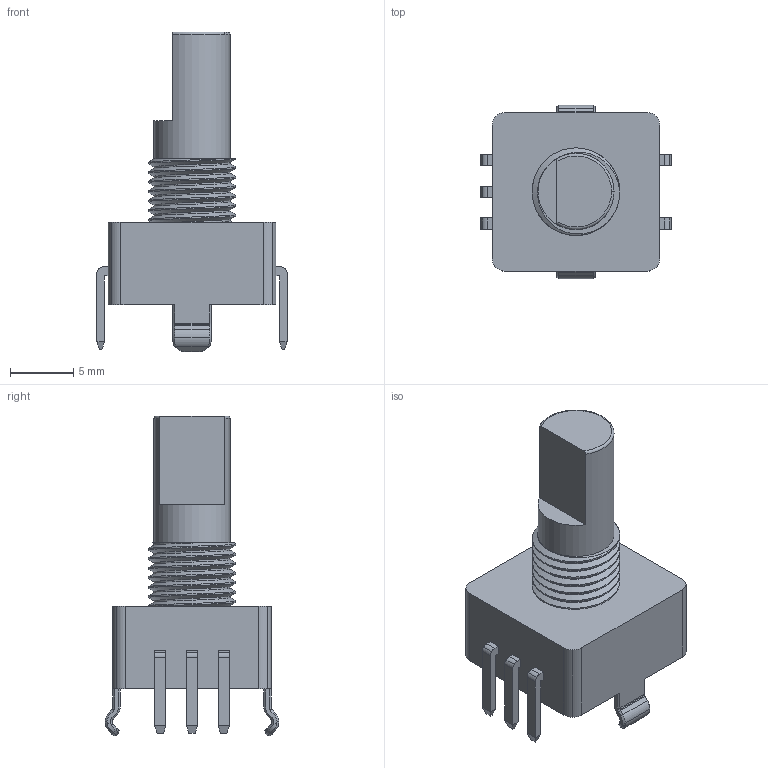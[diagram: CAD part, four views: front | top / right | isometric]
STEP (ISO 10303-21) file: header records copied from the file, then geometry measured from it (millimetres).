
FILE_DESCRIPTION(('HOOPS Exchange Step'),'2;1');
FILE_NAME('temp_export','2023-04-19T01:37:37-16:00',('30abd'),('Shapr3D Limited'),'HOOPS Exchange 2022.2','Shapr3D','Authorized');
FILE_SCHEMA( ('AUTOMOTIVE_DESIGN { 1 0 10303 214 1 1 1 1 }') );
Length unit declared in the file: millimetre
Products named in the file (2): Rotary Encoder.step; root
Assembly tree (1 placements, depth 2):
  root
    Rotary Encoder.step
Bounding box: 15 x 13.7 x 25.21 mm (x, y, z)
Volume: 1505.7 mm3; surface area: 1146.8 mm2
Topology: 1 solids, 1 shells, 241 faces, 635 edges, 403 vertices
Faces by surface type: plane 101, cylinder 68, cone 44, bspline 26, torus 2
Full cylindrical faces by diameter (mm): 6 x1, 6.048 x6, 6.908 x5
Entity records: 18761 total; most frequent: CARTESIAN_POINT 12914, ORIENTED_EDGE 1270, DIRECTION 1134, EDGE_CURVE 635, VERTEX_POINT 403, AXIS2_PLACEMENT_3D 385, VECTOR 364, LINE 364
